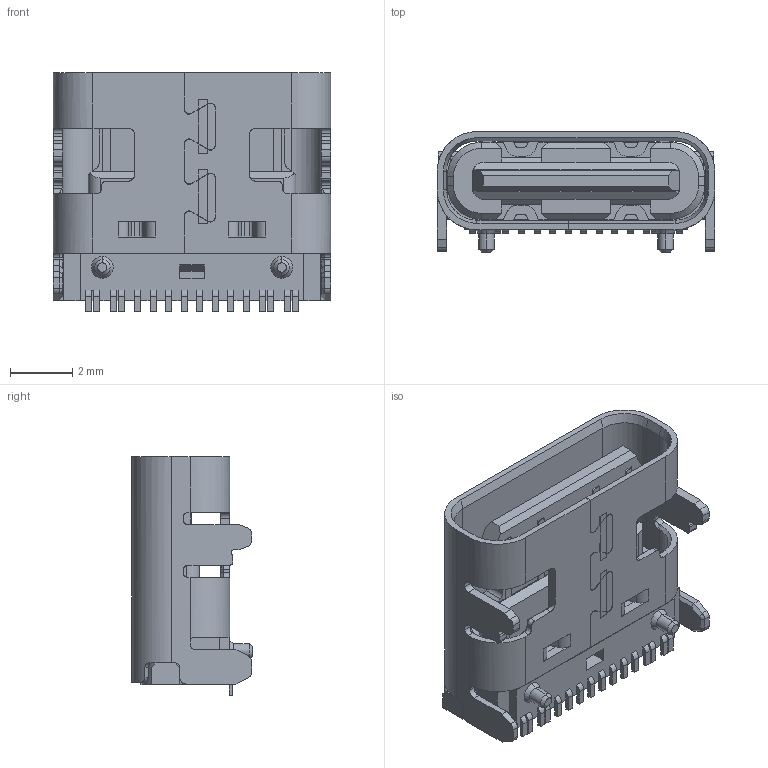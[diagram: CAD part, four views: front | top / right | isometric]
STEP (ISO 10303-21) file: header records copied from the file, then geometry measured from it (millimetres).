
FILE_DESCRIPTION (( 'STEP AP214' ), '1' );
FILE_NAME ('USB4105-XX-A-060_revB.STEP', '2021-05-06T04:09:08', ( '' ), ( '' ), 'SwSTEP 2.0', 'SolidWorks 2021', '' );
FILE_SCHEMA (( 'AUTOMOTIVE_DESIGN' ));
Length unit declared in the file: millimetre
Products named in the file (3): Shell_0.60; HSG_默认; USB4105-XX-A-060_revB
Assembly tree (2 placements, depth 2):
  USB4105-XX-A-060_revB
    HSG_默认
    Shell_0.60
Bounding box: 8.94 x 3.89 x 7.7 mm (x, y, z)
Volume: 113.3 mm3; surface area: 481.1 mm2
Topology: 2 solids, 2 shells, 834 faces, 2373 edges, 1533 vertices
Faces by surface type: plane 620, cylinder 161, cone 44, bspline 9
Entity records: 29624 total; most frequent: CARTESIAN_POINT 6752, ORIENTED_EDGE 4734, DIRECTION 3868, EDGE_CURVE 2367, VECTOR 1798, LINE 1798, VERTEX_POINT 1533, AXIS2_PLACEMENT_3D 1035
